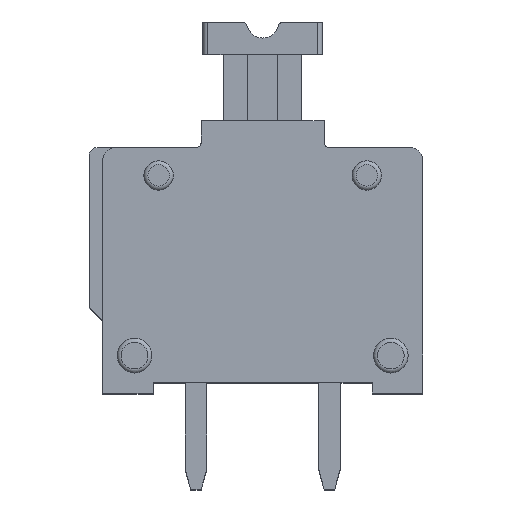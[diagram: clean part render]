
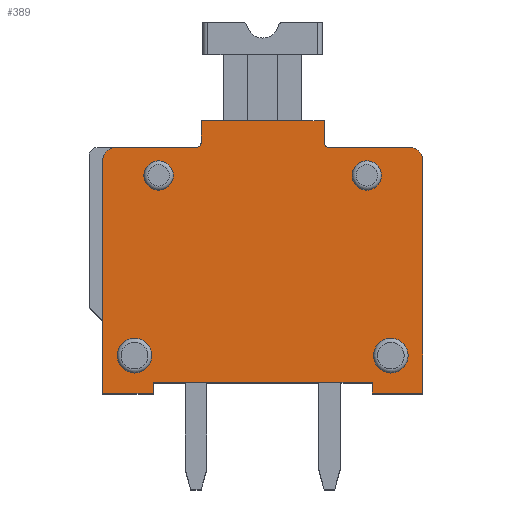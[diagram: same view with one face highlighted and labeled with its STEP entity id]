
A CAD part, top view. The second image highlights one B-rep face of the part: STEP entity #389.
In plain terms, the highlighted planar face has unit normal (0, 0, 1).
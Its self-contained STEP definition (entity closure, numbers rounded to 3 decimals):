
#389 = ADVANCED_FACE( '', ( #807, #808, #809, #810, #811 ), #812, .T. );
#807 = FACE_OUTER_BOUND( '', #1281, .T. );
#808 = FACE_BOUND( '', #1282, .T. );
#809 = FACE_BOUND( '', #1283, .T. );
#810 = FACE_BOUND( '', #1284, .T. );
#811 = FACE_BOUND( '', #1285, .T. );
#812 = PLANE( '', #1286 );
#1281 = EDGE_LOOP( '', ( #2083, #2084, #2085, #2086, #2087, #2088, #2089, #2090, #2091, #2092, #2093, #2094, #2095, #2096, #2097, #2098 ) );
#1282 = EDGE_LOOP( '', ( #2099 ) );
#1283 = EDGE_LOOP( '', ( #2100 ) );
#1284 = EDGE_LOOP( '', ( #2101 ) );
#1285 = EDGE_LOOP( '', ( #2102 ) );
#1286 = AXIS2_PLACEMENT_3D( '', #2103, #2104, #2105 );
#2083 = ORIENTED_EDGE( '', *, *, #3027, .T. );
#2084 = ORIENTED_EDGE( '', *, *, #3074, .T. );
#2085 = ORIENTED_EDGE( '', *, *, #3075, .F. );
#2086 = ORIENTED_EDGE( '', *, *, #3059, .F. );
#2087 = ORIENTED_EDGE( '', *, *, #3076, .F. );
#2088 = ORIENTED_EDGE( '', *, *, #2929, .T. );
#2089 = ORIENTED_EDGE( '', *, *, #3018, .F. );
#2090 = ORIENTED_EDGE( '', *, *, #3077, .F. );
#2091 = ORIENTED_EDGE( '', *, *, #2827, .T. );
#2092 = ORIENTED_EDGE( '', *, *, #2818, .T. );
#2093 = ORIENTED_EDGE( '', *, *, #3078, .T. );
#2094 = ORIENTED_EDGE( '', *, *, #3079, .T. );
#2095 = ORIENTED_EDGE( '', *, *, #2797, .T. );
#2096 = ORIENTED_EDGE( '', *, *, #3080, .F. );
#2097 = ORIENTED_EDGE( '', *, *, #2834, .T. );
#2098 = ORIENTED_EDGE( '', *, *, #3081, .F. );
#2099 = ORIENTED_EDGE( '', *, *, #3082, .F. );
#2100 = ORIENTED_EDGE( '', *, *, #3083, .F. );
#2101 = ORIENTED_EDGE( '', *, *, #2979, .F. );
#2102 = ORIENTED_EDGE( '', *, *, #2911, .F. );
#2103 = CARTESIAN_POINT( '', ( 5.954, 7.756, 3. ) );
#2104 = DIRECTION( '', ( 0., 0., 1. ) );
#2105 = DIRECTION( '', ( 1., 0., 0. ) );
#2797 = EDGE_CURVE( '', #3290, #3294, #3296, .T. );
#2818 = EDGE_CURVE( '', #3334, #3332, #3335, .T. );
#2827 = EDGE_CURVE( '', #3344, #3334, #3348, .T. );
#2834 = EDGE_CURVE( '', #3354, #3358, #3360, .T. );
#2911 = EDGE_CURVE( '', #3489, #3489, #3490, .T. );
#2929 = EDGE_CURVE( '', #3514, #3519, #3521, .T. );
#2979 = EDGE_CURVE( '', #3602, #3602, #3603, .T. );
#3018 = EDGE_CURVE( '', #3660, #3519, #3662, .T. );
#3027 = EDGE_CURVE( '', #3670, #3675, #3677, .T. );
#3059 = EDGE_CURVE( '', #3728, #3730, #3731, .T. );
#3074 = EDGE_CURVE( '', #3675, #3750, #3751, .T. );
#3075 = EDGE_CURVE( '', #3730, #3750, #3752, .T. );
#3076 = EDGE_CURVE( '', #3514, #3728, #3753, .T. );
#3077 = EDGE_CURVE( '', #3344, #3660, #3754, .T. );
#3078 = EDGE_CURVE( '', #3332, #3755, #3756, .T. );
#3079 = EDGE_CURVE( '', #3755, #3290, #3757, .T. );
#3080 = EDGE_CURVE( '', #3354, #3294, #3758, .T. );
#3081 = EDGE_CURVE( '', #3670, #3358, #3759, .T. );
#3082 = EDGE_CURVE( '', #3760, #3760, #3761, .T. );
#3083 = EDGE_CURVE( '', #3762, #3762, #3763, .T. );
#3290 = VERTEX_POINT( '', #4011 );
#3294 = VERTEX_POINT( '', #4017 );
#3296 = LINE( '', #4020, #4021 );
#3332 = VERTEX_POINT( '', #4068 );
#3334 = VERTEX_POINT( '', #4071 );
#3335 = CIRCLE( '', #4072, 0.2 );
#3344 = VERTEX_POINT( '', #4084 );
#3348 = LINE( '', #4090, #4091 );
#3354 = VERTEX_POINT( '', #4097 );
#3358 = VERTEX_POINT( '', #4103 );
#3360 = LINE( '', #4106, #4107 );
#3489 = VERTEX_POINT( '', #4282 );
#3490 = CIRCLE( '', #4283, 0.55 );
#3514 = VERTEX_POINT( '', #4313 );
#3519 = VERTEX_POINT( '', #4320 );
#3521 = LINE( '', #4323, #4324 );
#3602 = VERTEX_POINT( '', #4478 );
#3603 = CIRCLE( '', #4479, 0.65 );
#3660 = VERTEX_POINT( '', #4561 );
#3662 = LINE( '', #4564, #4565 );
#3670 = VERTEX_POINT( '', #4574 );
#3675 = VERTEX_POINT( '', #4581 );
#3677 = LINE( '', #4584, #4585 );
#3728 = VERTEX_POINT( '', #4656 );
#3730 = VERTEX_POINT( '', #4659 );
#3731 = LINE( '', #4660, #4661 );
#3750 = VERTEX_POINT( '', #4688 );
#3751 = LINE( '', #4689, #4690 );
#3752 = LINE( '', #4691, #4692 );
#3753 = LINE( '', #4693, #4694 );
#3754 = CIRCLE( '', #4695, 0.5 );
#3755 = VERTEX_POINT( '', #4696 );
#3756 = LINE( '', #4697, #4698 );
#3757 = LINE( '', #4699, #4700 );
#3758 = CIRCLE( '', #4701, 0.2 );
#3759 = CIRCLE( '', #4702, 0.5 );
#3760 = VERTEX_POINT( '', #4703 );
#3761 = CIRCLE( '', #4704, 0.65 );
#3762 = VERTEX_POINT( '', #4705 );
#3763 = CIRCLE( '', #4706, 0.55 );
#4011 = CARTESIAN_POINT( '', ( 3.7, 10.2, 3. ) );
#4017 = CARTESIAN_POINT( '', ( 3.7, 9.4, 3. ) );
#4020 = CARTESIAN_POINT( '', ( 3.7, 7.285, 3. ) );
#4021 = VECTOR( '', #5012, 1000. );
#4068 = CARTESIAN_POINT( '', ( 8.3, 9.4, 3. ) );
#4071 = CARTESIAN_POINT( '', ( 8.5, 9.2, 3. ) );
#4072 = AXIS2_PLACEMENT_3D( '', #5037, #5038, #5039 );
#4084 = CARTESIAN_POINT( '', ( 11.5, 9.2, 3. ) );
#4090 = CARTESIAN_POINT( '', ( 7.771, 9.2, 3. ) );
#4091 = VECTOR( '', #5048, 1000. );
#4097 = CARTESIAN_POINT( '', ( 3.5, 9.2, 3. ) );
#4103 = CARTESIAN_POINT( '', ( 0.5, 9.2, 3. ) );
#4106 = CARTESIAN_POINT( '', ( 7.771, 9.2, 3. ) );
#4107 = VECTOR( '', #5055, 1000. );
#4282 = CARTESIAN_POINT( '', ( 10.45, 8.15, 3. ) );
#4283 = AXIS2_PLACEMENT_3D( '', #5135, #5136, #5137 );
#4313 = CARTESIAN_POINT( '', ( 10.1, 0., 3. ) );
#4320 = CARTESIAN_POINT( '', ( 12., 0., 3. ) );
#4323 = CARTESIAN_POINT( '', ( 7.771, 0., 3. ) );
#4324 = VECTOR( '', #5159, 1000. );
#4478 = CARTESIAN_POINT( '', ( 1.85, 1.4, 3. ) );
#4479 = AXIS2_PLACEMENT_3D( '', #5206, #5207, #5208 );
#4561 = CARTESIAN_POINT( '', ( 12., 8.7, 3. ) );
#4564 = CARTESIAN_POINT( '', ( 12., 7.285, 3. ) );
#4565 = VECTOR( '', #5250, 1000. );
#4574 = CARTESIAN_POINT( '', ( 0., 8.7, 3. ) );
#4581 = CARTESIAN_POINT( '', ( 0., 0., 3. ) );
#4584 = CARTESIAN_POINT( '', ( 0., 7.285, 3. ) );
#4585 = VECTOR( '', #5261, 1000. );
#4656 = CARTESIAN_POINT( '', ( 10.1, 0.4, 3. ) );
#4659 = CARTESIAN_POINT( '', ( 1.9, 0.4, 3. ) );
#4660 = CARTESIAN_POINT( '', ( 7.771, 0.4, 3. ) );
#4661 = VECTOR( '', #5289, 1000. );
#4688 = CARTESIAN_POINT( '', ( 1.9, 0., 3. ) );
#4689 = CARTESIAN_POINT( '', ( 7.771, 0., 3. ) );
#4690 = VECTOR( '', #5307, 1000. );
#4691 = CARTESIAN_POINT( '', ( 1.9, 7.285, 3. ) );
#4692 = VECTOR( '', #5308, 1000. );
#4693 = CARTESIAN_POINT( '', ( 10.1, 7.285, 3. ) );
#4694 = VECTOR( '', #5309, 1000. );
#4695 = AXIS2_PLACEMENT_3D( '', #5310, #5311, #5312 );
#4696 = CARTESIAN_POINT( '', ( 8.3, 10.2, 3. ) );
#4697 = CARTESIAN_POINT( '', ( 8.3, 7.285, 3. ) );
#4698 = VECTOR( '', #5313, 1000. );
#4699 = CARTESIAN_POINT( '', ( 7.771, 10.2, 3. ) );
#4700 = VECTOR( '', #5314, 1000. );
#4701 = AXIS2_PLACEMENT_3D( '', #5315, #5316, #5317 );
#4702 = AXIS2_PLACEMENT_3D( '', #5318, #5319, #5320 );
#4703 = CARTESIAN_POINT( '', ( 11.45, 1.4, 3. ) );
#4704 = AXIS2_PLACEMENT_3D( '', #5321, #5322, #5323 );
#4705 = CARTESIAN_POINT( '', ( 2.65, 8.15, 3. ) );
#4706 = AXIS2_PLACEMENT_3D( '', #5324, #5325, #5326 );
#5012 = DIRECTION( '', ( 0., -1., 0. ) );
#5037 = CARTESIAN_POINT( '', ( 8.5, 9.4, 3. ) );
#5038 = DIRECTION( '', ( 0., 0., -1. ) );
#5039 = DIRECTION( '', ( -1., 0., 0. ) );
#5048 = DIRECTION( '', ( -1., 0., 0. ) );
#5055 = DIRECTION( '', ( -1., 0., 0. ) );
#5135 = CARTESIAN_POINT( '', ( 9.9, 8.15, 3. ) );
#5136 = DIRECTION( '', ( 0., 0., 1. ) );
#5137 = DIRECTION( '', ( 1., 0., 0. ) );
#5159 = DIRECTION( '', ( 1., 0., 0. ) );
#5206 = CARTESIAN_POINT( '', ( 1.2, 1.4, 3. ) );
#5207 = DIRECTION( '', ( 0., 0., 1. ) );
#5208 = DIRECTION( '', ( 1., 0., 0. ) );
#5250 = DIRECTION( '', ( 0., -1., 0. ) );
#5261 = DIRECTION( '', ( 0., -1., 0. ) );
#5289 = DIRECTION( '', ( -1., 0., 0. ) );
#5307 = DIRECTION( '', ( 1., 0., 0. ) );
#5308 = DIRECTION( '', ( 0., -1., 0. ) );
#5309 = DIRECTION( '', ( 0., 1., 0. ) );
#5310 = CARTESIAN_POINT( '', ( 11.5, 8.7, 3. ) );
#5311 = DIRECTION( '', ( 0., 0., -1. ) );
#5312 = DIRECTION( '', ( -1., 0., 0. ) );
#5313 = DIRECTION( '', ( 0., 1., 0. ) );
#5314 = DIRECTION( '', ( -1., 0., 0. ) );
#5315 = CARTESIAN_POINT( '', ( 3.5, 9.4, 3. ) );
#5316 = DIRECTION( '', ( 0., 0., 1. ) );
#5317 = DIRECTION( '', ( 1., 0., 0. ) );
#5318 = CARTESIAN_POINT( '', ( 0.5, 8.7, 3. ) );
#5319 = DIRECTION( '', ( 0., 0., -1. ) );
#5320 = DIRECTION( '', ( -1., 0., 0. ) );
#5321 = CARTESIAN_POINT( '', ( 10.8, 1.4, 3. ) );
#5322 = DIRECTION( '', ( 0., 0., 1. ) );
#5323 = DIRECTION( '', ( 1., 0., 0. ) );
#5324 = CARTESIAN_POINT( '', ( 2.1, 8.15, 3. ) );
#5325 = DIRECTION( '', ( 0., 0., 1. ) );
#5326 = DIRECTION( '', ( 1., 0., 0. ) );
